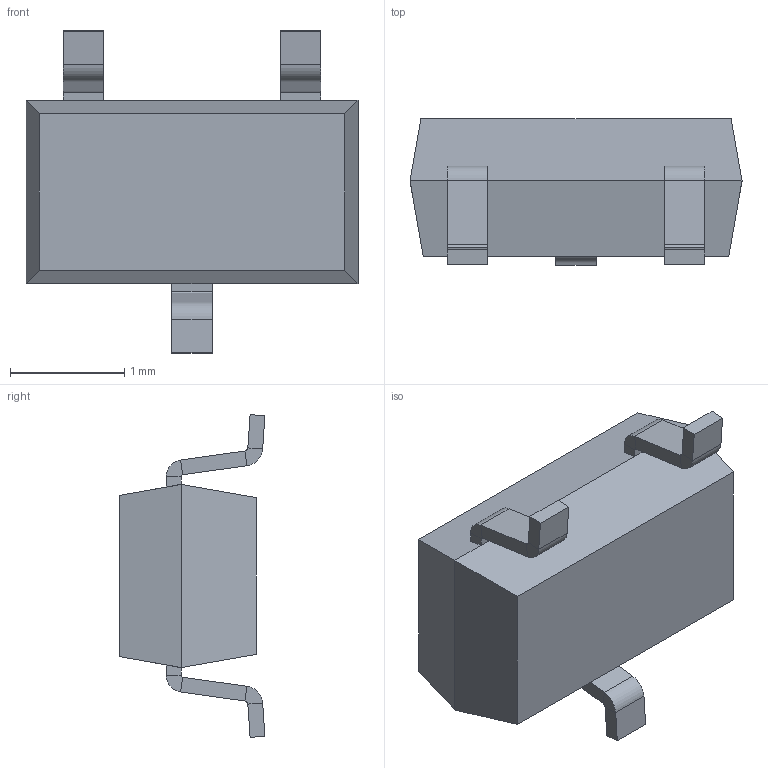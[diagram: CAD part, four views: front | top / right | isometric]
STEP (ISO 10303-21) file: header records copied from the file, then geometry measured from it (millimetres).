
FILE_DESCRIPTION((''),'2;1');
FILE_NAME('SM351LT__SW0001','2014-03-12T',('e709157'),(''),'PRO/ENGINEER BY PARAMETRIC TECHNOLOGY CORPORATION, 2013040','PRO/ENGINEER BY PARAMETRIC TECHNOLOGY CORPORATION, 2013040','');
FILE_SCHEMA(('CONFIG_CONTROL_DESIGN'));
Length unit declared in the file: millimetre
Products named in the file (1): SM351LT__SW0001
Bounding box: 2.9 x 1.27 x 2.82 mm (x, y, z)
Volume: 5.2 mm3; surface area: 21.3 mm2
Topology: 1 solids, 1 shells, 73 faces, 155 edges, 84 vertices
Faces by surface type: plane 61, cylinder 12
Entity records: 1907 total; most frequent: DIRECTION 325, CARTESIAN_POINT 312, ORIENTED_EDGE 310, EDGE_CURVE 155, VECTOR 131, LINE 131, AXIS2_PLACEMENT_3D 97, VERTEX_POINT 84
